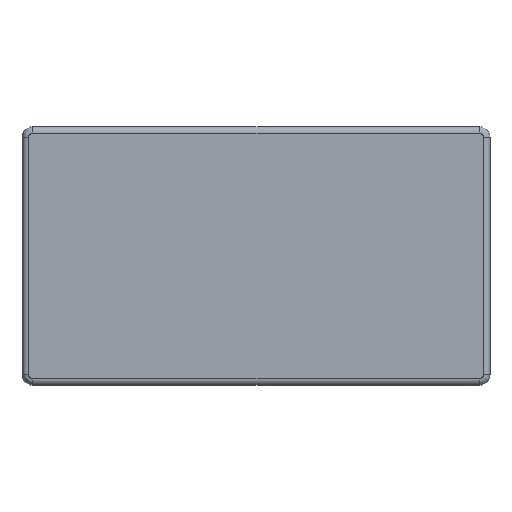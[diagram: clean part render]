
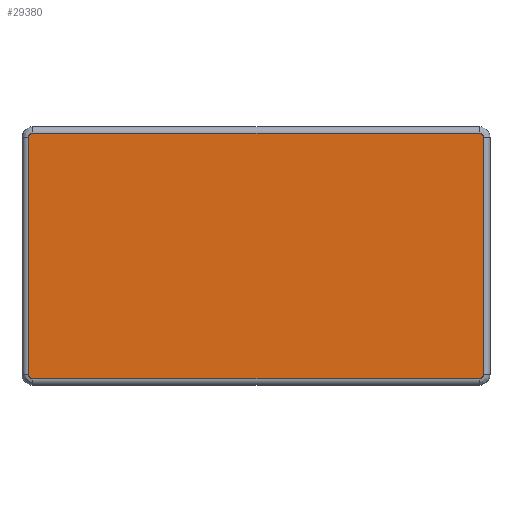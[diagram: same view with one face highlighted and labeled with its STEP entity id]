
A CAD part, top view. The second image highlights one B-rep face of the part: STEP entity #29380.
In plain terms, the highlighted planar face has unit normal (0, 0, 1).
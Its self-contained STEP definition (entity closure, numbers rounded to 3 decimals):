
#5700=DIRECTION('',(0.,1.,0.));
#5701=VECTOR('',#5700,55.);
#5702=CARTESIAN_POINT('',(1.5,2.5,2.7));
#5703=LINE('',#5702,#5701);
#5708=CARTESIAN_POINT('',(106.,57.5,2.7));
#5709=DIRECTION('',(0.,0.,1.));
#5710=DIRECTION('',(1.,0.,0.));
#5711=AXIS2_PLACEMENT_3D('',#5708,#5709,#5710);
#5713=CARTESIAN_POINT('',(106.,2.5,2.7));
#5714=DIRECTION('',(0.,0.,1.));
#5715=DIRECTION('',(0.,-1.,0.));
#5716=AXIS2_PLACEMENT_3D('',#5713,#5714,#5715);
#5718=CARTESIAN_POINT('',(2.5,2.5,2.7));
#5719=DIRECTION('',(0.,0.,1.));
#5720=DIRECTION('',(-1.,0.,0.));
#5721=AXIS2_PLACEMENT_3D('',#5718,#5719,#5720);
#5723=CARTESIAN_POINT('',(2.5,57.5,2.7));
#5724=DIRECTION('',(0.,0.,1.));
#5725=DIRECTION('',(0.,1.,0.));
#5726=AXIS2_PLACEMENT_3D('',#5723,#5724,#5725);
#5728=DIRECTION('',(1.,0.,0.));
#5729=VECTOR('',#5728,103.5);
#5730=CARTESIAN_POINT('',(2.5,58.5,2.7));
#5731=LINE('',#5730,#5729);
#5790=DIRECTION('',(0.,-1.,0.));
#5791=VECTOR('',#5790,55.);
#5792=CARTESIAN_POINT('',(107.,57.5,2.7));
#5793=LINE('',#5792,#5791);
#5813=DIRECTION('',(-1.,0.,0.));
#5814=VECTOR('',#5813,103.5);
#5815=CARTESIAN_POINT('',(106.,1.5,2.7));
#5816=LINE('',#5815,#5814);
#20105=CARTESIAN_POINT('',(2.5,58.5,2.7));
#20107=VERTEX_POINT('',#20105);
#20111=CARTESIAN_POINT('',(106.,58.5,2.7));
#20112=VERTEX_POINT('',#20111);
#20216=CARTESIAN_POINT('',(107.,57.5,2.7));
#20217=VERTEX_POINT('',#20216);
#20234=CARTESIAN_POINT('',(1.5,2.5,2.7));
#20235=VERTEX_POINT('',#20234);
#20236=CARTESIAN_POINT('',(2.5,1.5,2.7));
#20237=VERTEX_POINT('',#20236);
#20244=CARTESIAN_POINT('',(106.,1.5,2.7));
#20245=VERTEX_POINT('',#20244);
#20246=CARTESIAN_POINT('',(107.,2.5,2.7));
#20247=VERTEX_POINT('',#20246);
#26534=CARTESIAN_POINT('',(1.5,57.5,2.7));
#26535=VERTEX_POINT('',#26534);
#29359=CARTESIAN_POINT('',(108.5,0.,2.7));
#29360=DIRECTION('',(0.,0.,-1.));
#29361=DIRECTION('',(-1.,0.,0.));
#29362=AXIS2_PLACEMENT_3D('',#29359,#29360,#29361);
#29363=PLANE('',#29362);
#29365=ORIENTED_EDGE('',*,*,#29364,.T.);
#29367=ORIENTED_EDGE('',*,*,#29366,.F.);
#29369=ORIENTED_EDGE('',*,*,#29368,.T.);
#29371=ORIENTED_EDGE('',*,*,#29370,.F.);
#29373=ORIENTED_EDGE('',*,*,#29372,.T.);
#29374=ORIENTED_EDGE('',*,*,#29337,.F.);
#29375=ORIENTED_EDGE('',*,*,#29349,.T.);
#29377=ORIENTED_EDGE('',*,*,#29376,.F.);
#29378=EDGE_LOOP('',(#29365,#29367,#29369,#29371,#29373,#29374,#29375,#29377));
#29379=FACE_OUTER_BOUND('',#29378,.F.);
#29380=ADVANCED_FACE('',(#29379),#29363,.F.);
#5712=CIRCLE('',#5711,1.);
#5717=CIRCLE('',#5716,1.);
#5722=CIRCLE('',#5721,1.);
#5727=CIRCLE('',#5726,1.);
#29337=EDGE_CURVE('',#20235,#20237,#5722,.T.);
#29349=EDGE_CURVE('',#20235,#26535,#5703,.T.);
#29364=EDGE_CURVE('',#20107,#20112,#5731,.T.);
#29366=EDGE_CURVE('',#20217,#20112,#5712,.T.);
#29368=EDGE_CURVE('',#20217,#20247,#5793,.T.);
#29370=EDGE_CURVE('',#20245,#20247,#5717,.T.);
#29372=EDGE_CURVE('',#20245,#20237,#5816,.T.);
#29376=EDGE_CURVE('',#20107,#26535,#5727,.T.);
